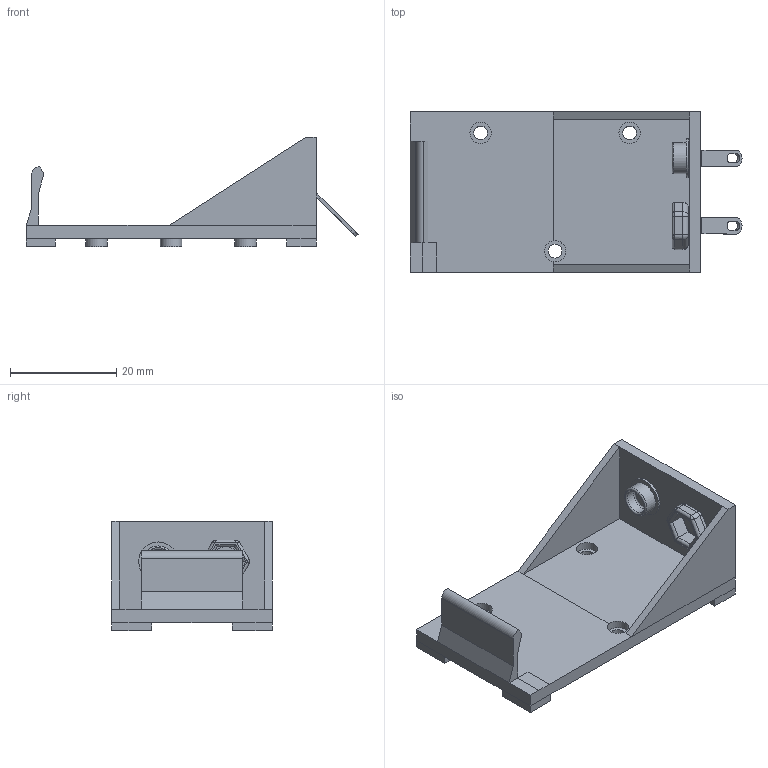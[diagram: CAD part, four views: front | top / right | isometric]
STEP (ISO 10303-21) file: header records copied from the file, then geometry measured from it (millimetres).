
FILE_DESCRIPTION(('FreeCAD Model'),'2;1');
FILE_NAME('Open CASCADE Shape Model','2025-05-10T22:16:48',('Author'),( ''),'Open CASCADE STEP processor 7.6','FreeCAD','Unknown');
FILE_SCHEMA(('AUTOMOTIVE_DESIGN { 1 0 10303 214 1 1 1 1 }'));
Length unit declared in the file: millimetre
Products named in the file (6): Part_BatteryHolder_Eagle_12BH611; Body_Housing; Body_Anode; Body_Cathode; Eyelet_bended_Cathode; Eyelet_bended_Anode
Assembly tree (5 placements, depth 2):
  Part_BatteryHolder_Eagle_12BH611
    Body_Housing
    Body_Anode
    Body_Cathode
    Eyelet_bended_Cathode
    Eyelet_bended_Anode
Bounding box: 62.36 x 30.2 x 20.5 mm (x, y, z)
Volume: 6278.3 mm3; surface area: 7065.2 mm2
Topology: 5 solids, 5 shells, 186 faces, 410 edges, 234 vertices
Faces by surface type: plane 114, cylinder 55, sphere 6, bspline 6, torus 5
Full cylindrical faces by diameter (mm): 2.6 x3, 3.3 x2, 4 x6, 4.5 x1, 5.5 x2, 5.8 x1, 7.3 x1, 8 x2
Entity records: 5529 total; most frequent: CARTESIAN_POINT 1358, DIRECTION 850, ORIENTED_EDGE 796, EDGE_CURVE 398, AXIS2_PLACEMENT_3D 284, LINE 282, VECTOR 282, VERTEX_POINT 234
